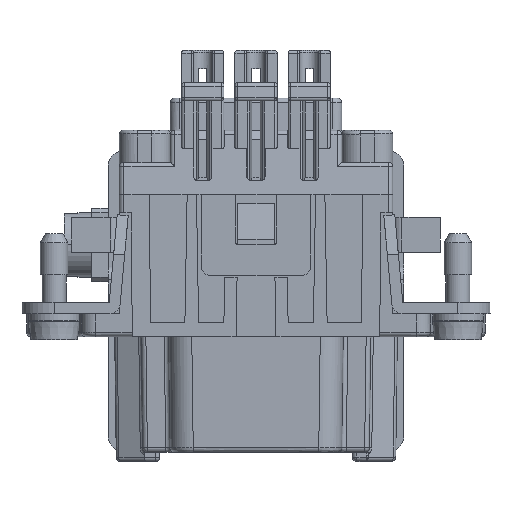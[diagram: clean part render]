
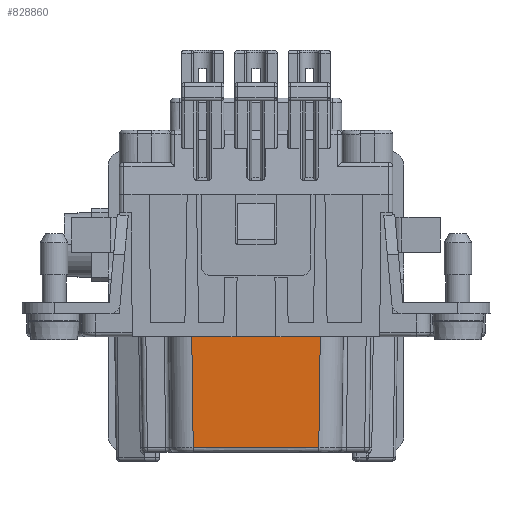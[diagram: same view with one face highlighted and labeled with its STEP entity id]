
A CAD part, front view. The second image highlights one B-rep face of the part: STEP entity #828860.
In plain terms, the highlighted planar face has unit normal (0, -1, -0.013).
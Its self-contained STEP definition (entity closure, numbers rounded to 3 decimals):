
#75340=CARTESIAN_POINT('',(87.296,36.384,-7.6)
);
#75350=VERTEX_POINT('',#75340);
#75700=CARTESIAN_POINT('',(73.295,36.384,
-7.6));
#75710=VERTEX_POINT('',#75700);
#659690=CARTESIAN_POINT('',(87.137,36.542,
-19.707));
#659700=VERTEX_POINT('',#659690);
#659750=CARTESIAN_POINT('',(87.137,36.542,
-19.707));
#659760=DIRECTION('',(0.013,-0.013,
1.));
#659770=VECTOR('',#659760,1.);
#659780=LINE('',#659750,#659770);
#659790=EDGE_CURVE('',#659700,#75350,#659780,.T.);
#799850=CARTESIAN_POINT('',(73.454,36.542,
-19.707));
#799860=VERTEX_POINT('',#799850);
#799890=CARTESIAN_POINT('',(87.137,36.542,
-19.707));
#799900=DIRECTION('',(-1.,0.,0.));
#799910=VECTOR('',#799900,1.);
#799920=LINE('',#799890,#799910);
#799930=EDGE_CURVE('',#659700,#799860,#799920,.T.);
#801920=CARTESIAN_POINT('',(73.295,36.384,-7.6
));
#801930=DIRECTION('',(0.013,0.013,
-1.));
#801940=VECTOR('',#801930,1.);
#801950=LINE('',#801920,#801940);
#801960=EDGE_CURVE('',#75710,#799860,#801950,.T.);
#828700=CARTESIAN_POINT('',(89.976,36.626,
-26.098));
#828710=DIRECTION('',(0.,1.,0.013));
#828720=DIRECTION('',(0.,-0.013,1.));
#828730=AXIS2_PLACEMENT_3D('',#828700,#828710,#828720);
#828740=PLANE('',#828730);
#828750=ORIENTED_EDGE('',*,*,#801960,.T.);
#828760=CARTESIAN_POINT('',(0.,36.384,-7.6));
#828770=DIRECTION('',(-1.,0.,0.));
#828780=VECTOR('',#828770,1.);
#828790=LINE('',#828760,#828780);
#828800=EDGE_CURVE('',#75350,#75710,#828790,.T.);
#828810=ORIENTED_EDGE('',*,*,#828800,.T.);
#828820=ORIENTED_EDGE('',*,*,#659790,.T.);
#828830=ORIENTED_EDGE('',*,*,#799930,.F.);
#828840=EDGE_LOOP('',(#828830,#828820,#828810,#828750));
#828850=FACE_OUTER_BOUND('',#828840,.T.);
#828860=ADVANCED_FACE('',(#828850),#828740,.F.);
